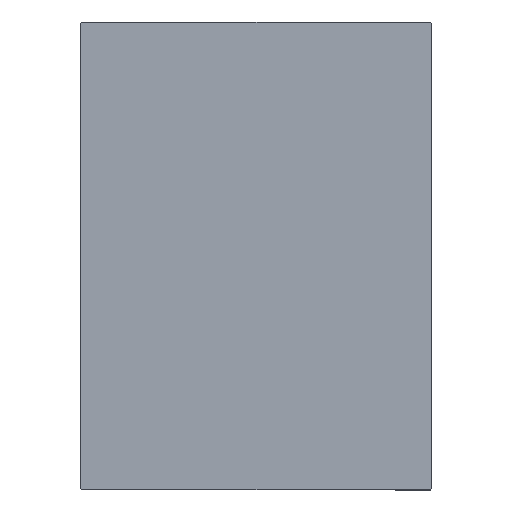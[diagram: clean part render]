
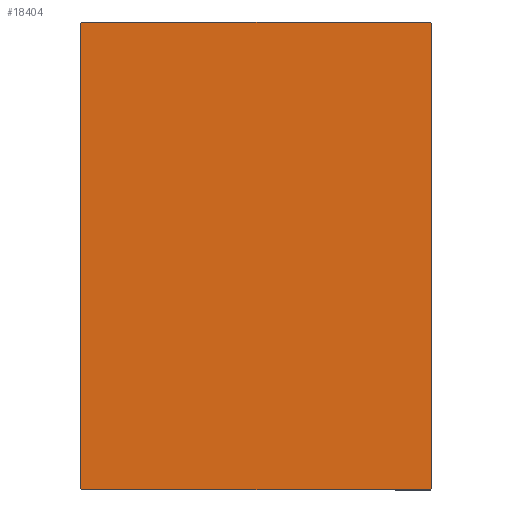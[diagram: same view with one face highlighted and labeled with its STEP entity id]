
A CAD part, left-side view. The second image highlights one B-rep face of the part: STEP entity #18404.
In plain terms, the highlighted face is planar.
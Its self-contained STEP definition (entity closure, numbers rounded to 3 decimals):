
#1259 = EDGE_CURVE ( 'NONE', #28398, #3509, #26763, .T. ) ;
#1514 = EDGE_CURVE ( 'NONE', #15920, #13125, #19522, .T. ) ;
#2135 = CARTESIAN_POINT ( 'NONE',  ( 153., 37.5, 49.7 ) ) ;
#2148 = CARTESIAN_POINT ( 'NONE',  ( 153., 37.2, -50. ) ) ;
#2824 = PLANE ( 'NONE',  #42036 ) ;
#3413 = DIRECTION ( 'NONE',  ( 0., -1., 0. ) ) ;
#3509 = VERTEX_POINT ( 'NONE', #20963 ) ;
#4054 = EDGE_CURVE ( 'NONE', #27189, #14990, #21988, .T. ) ;
#4247 = CARTESIAN_POINT ( 'NONE',  ( 153., 43.6, 43.6 ) ) ;
#5518 = DIRECTION ( 'NONE',  ( 0., 0.707, 0.707 ) ) ;
#7669 = EDGE_CURVE ( 'NONE', #3509, #27066, #9144, .T. ) ;
#7968 = ORIENTED_EDGE ( 'NONE', *, *, #1514, .T. ) ;
#8005 = ORIENTED_EDGE ( 'NONE', *, *, #1259, .T. ) ;
#8268 = VECTOR ( 'NONE', #18887, 1000. ) ;
#8986 = VECTOR ( 'NONE', #24437, 1000. ) ;
#9144 = LINE ( 'NONE', #18307, #22889 ) ;
#9428 = CARTESIAN_POINT ( 'NONE',  ( 153., 43.6, -43.6 ) ) ;
#9703 = DIRECTION ( 'NONE',  ( 0., 0., 1. ) ) ;
#10157 = ORIENTED_EDGE ( 'NONE', *, *, #7669, .T. ) ;
#11015 = LINE ( 'NONE', #4247, #20614 ) ;
#11866 = EDGE_CURVE ( 'NONE', #27066, #13365, #37297, .T. ) ;
#12094 = ORIENTED_EDGE ( 'NONE', *, *, #26392, .T. ) ;
#12173 = EDGE_LOOP ( 'NONE', ( #14723, #39288, #7968, #12094, #8005, #10157, #13067, #30534 ) ) ;
#12282 = VECTOR ( 'NONE', #3413, 1000. ) ;
#13067 = ORIENTED_EDGE ( 'NONE', *, *, #11866, .T. ) ;
#13125 = VERTEX_POINT ( 'NONE', #2135 ) ;
#13365 = VERTEX_POINT ( 'NONE', #38295 ) ;
#14723 = ORIENTED_EDGE ( 'NONE', *, *, #4054, .T. ) ;
#14990 = VERTEX_POINT ( 'NONE', #2148 ) ;
#15452 = CARTESIAN_POINT ( 'NONE',  ( 153., -37.5, 49.7 ) ) ;
#15916 = EDGE_CURVE ( 'NONE', #14990, #15920, #18605, .T. ) ;
#15920 = VERTEX_POINT ( 'NONE', #22734 ) ;
#17566 = CARTESIAN_POINT ( 'NONE',  ( 153., 37.5, 50. ) ) ;
#18307 = CARTESIAN_POINT ( 'NONE',  ( 153., -43.6, 43.6 ) ) ;
#18404 = ADVANCED_FACE ( 'NONE', ( #26815 ), #2824, .T. ) ;
#18605 = LINE ( 'NONE', #9428, #29960 ) ;
#18661 = CARTESIAN_POINT ( 'NONE',  ( 153., -43.6, -43.6 ) ) ;
#18887 = DIRECTION ( 'NONE',  ( 0., 0.707, -0.707 ) ) ;
#19522 = LINE ( 'NONE', #22789, #23417 ) ;
#20614 = VECTOR ( 'NONE', #26962, 1000. ) ;
#20963 = CARTESIAN_POINT ( 'NONE',  ( 153., -37.2, 50. ) ) ;
#21988 = LINE ( 'NONE', #35079, #36702 ) ;
#22734 = CARTESIAN_POINT ( 'NONE',  ( 153., 37.5, -49.7 ) ) ;
#22789 = CARTESIAN_POINT ( 'NONE',  ( 153., 37.5, -50. ) ) ;
#22889 = VECTOR ( 'NONE', #35744, 1000. ) ;
#23417 = VECTOR ( 'NONE', #9703, 1000. ) ;
#23754 = DIRECTION ( 'NONE',  ( 1., 0., 0. ) ) ;
#24437 = DIRECTION ( 'NONE',  ( 0., 0., -1. ) ) ;
#26392 = EDGE_CURVE ( 'NONE', #13125, #28398, #11015, .T. ) ;
#26760 = CARTESIAN_POINT ( 'NONE',  ( 153., -37.2, -50. ) ) ;
#26763 = LINE ( 'NONE', #17566, #12282 ) ;
#26815 = FACE_OUTER_BOUND ( 'NONE', #12173, .T. ) ;
#26962 = DIRECTION ( 'NONE',  ( 0., -0.707, 0.707 ) ) ;
#27066 = VERTEX_POINT ( 'NONE', #15452 ) ;
#27189 = VERTEX_POINT ( 'NONE', #26760 ) ;
#28398 = VERTEX_POINT ( 'NONE', #34973 ) ;
#28555 = DIRECTION ( 'NONE',  ( 0., 1., 0. ) ) ;
#29960 = VECTOR ( 'NONE', #5518, 1000. ) ;
#30328 = CARTESIAN_POINT ( 'NONE',  ( 153., -37.5, 50. ) ) ;
#30534 = ORIENTED_EDGE ( 'NONE', *, *, #39277, .T. ) ;
#32713 = CARTESIAN_POINT ( 'NONE',  ( 153., 0., 0. ) ) ;
#34973 = CARTESIAN_POINT ( 'NONE',  ( 153., 37.2, 50. ) ) ;
#35079 = CARTESIAN_POINT ( 'NONE',  ( 153., -37.5, -50. ) ) ;
#35224 = LINE ( 'NONE', #18661, #8268 ) ;
#35744 = DIRECTION ( 'NONE',  ( 0., -0.707, -0.707 ) ) ;
#36702 = VECTOR ( 'NONE', #28555, 1000. ) ;
#37297 = LINE ( 'NONE', #30328, #8986 ) ;
#38295 = CARTESIAN_POINT ( 'NONE',  ( 153., -37.5, -49.7 ) ) ;
#39277 = EDGE_CURVE ( 'NONE', #13365, #27189, #35224, .T. ) ;
#39288 = ORIENTED_EDGE ( 'NONE', *, *, #15916, .T. ) ;
#42036 = AXIS2_PLACEMENT_3D ( 'NONE', #32713, #23754, #43171 ) ;
#43171 = DIRECTION ( 'NONE',  ( 0., 0., -1. ) ) ;
